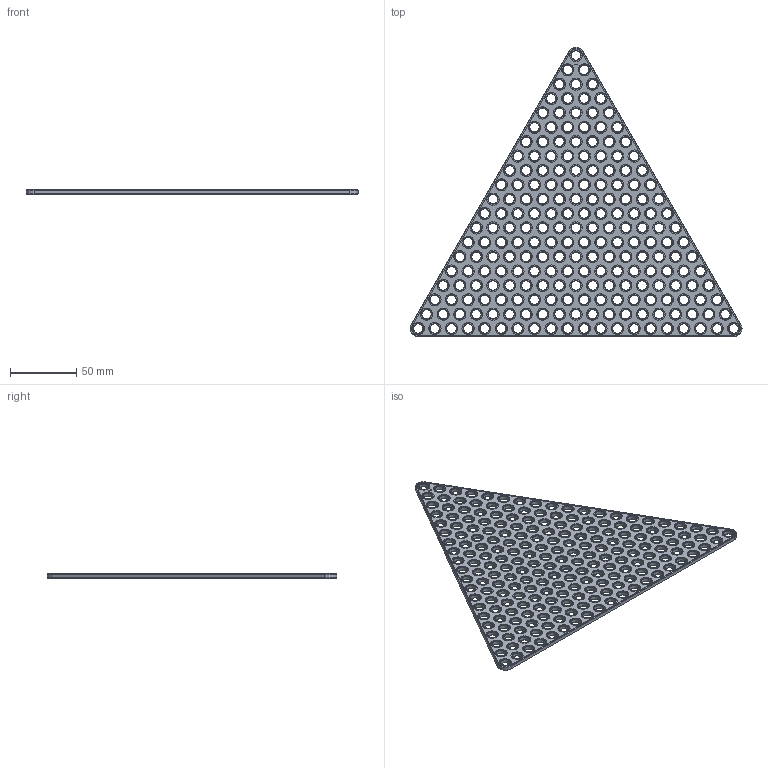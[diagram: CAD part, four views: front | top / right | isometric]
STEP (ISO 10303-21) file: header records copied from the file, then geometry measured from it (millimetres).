
FILE_DESCRIPTION(('FreeCAD Model'),'2;1');
FILE_NAME('Open CASCADE Shape Model','2024-01-31T13:01:26',(''),(''), 'Open CASCADE STEP processor 7.6','FreeCAD','Unknown');
FILE_SCHEMA(('AUTOMOTIVE_DESIGN { 1 0 10303 214 1 1 1 1 }'));
Products named in the file (1): Plate TRI CRNR BU20x00.25 - SPN-PLT-0031 (stemfie.org)
Bounding box: 250 x 218.18 x 3.12 mm (x, y, z)
Volume: 62032.4 mm3; surface area: 58143.9 mm2
Topology: 1 solids, 1 shells, 1534 faces, 3438 edges, 2148 vertices
Faces by surface type: plane 532, cylinder 426, cone 426, extrusion 150
Full cylindrical faces by diameter (mm): 7 x210, 9.2 x210
Entity records: 90483 total; most frequent: CARTESIAN_POINT 19280, DIRECTION 13342, VECTOR 7584, LINE 7434, ORIENTED_EDGE 6876, PCURVE 6876, DEFINITIONAL_REPRESENTATION 6876, EDGE_CURVE 3438
